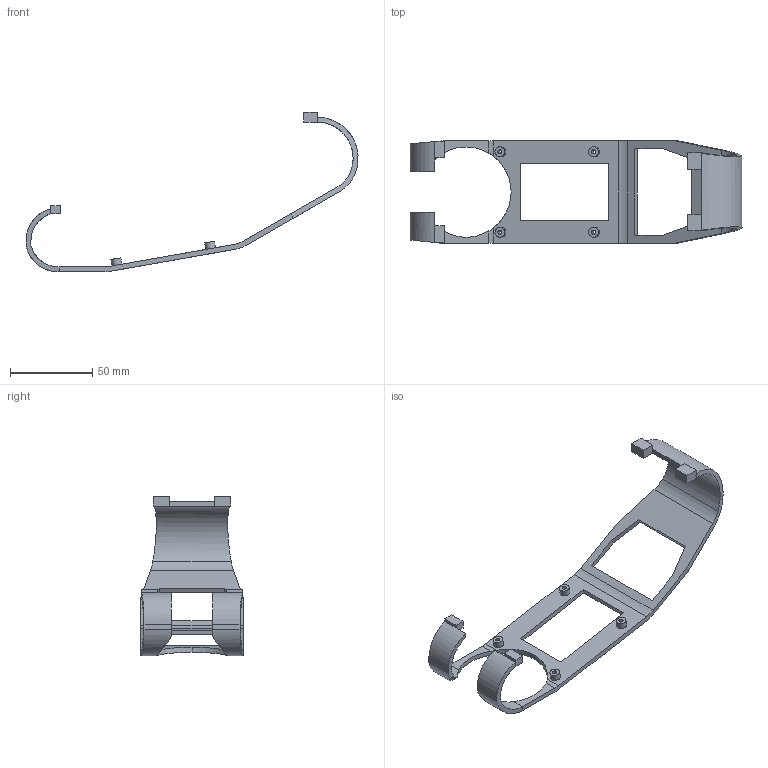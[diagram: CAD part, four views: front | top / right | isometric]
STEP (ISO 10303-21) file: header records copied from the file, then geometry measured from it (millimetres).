
FILE_DESCRIPTION(('Open CASCADE Model'),'2;1');
FILE_NAME('Open CASCADE Shape Model','2025-03-06T16:21:25',('Author'),( 'Open CASCADE'),'Open CASCADE STEP processor 7.7','Open CASCADE 7.7' ,'Unknown');
FILE_SCHEMA(('AUTOMOTIVE_DESIGN { 1 0 10303 214 1 1 1 1 }'));
Length unit declared in the file: millimetre
Products named in the file (1): Open CASCADE STEP translator 7.7 5
Bounding box: 202.31 x 62.5 x 97.19 mm (x, y, z)
Volume: 30601.1 mm3; surface area: 24476 mm2
Topology: 1 solids, 1 shells, 101 faces, 267 edges, 172 vertices
Faces by surface type: plane 65, cylinder 36
Entity records: 7606 total; most frequent: CARTESIAN_POINT 2407, DIRECTION 935, LINE 591, VECTOR 591, ORIENTED_EDGE 534, PCURVE 534, DEFINITIONAL_REPRESENTATION 534, EDGE_CURVE 267
